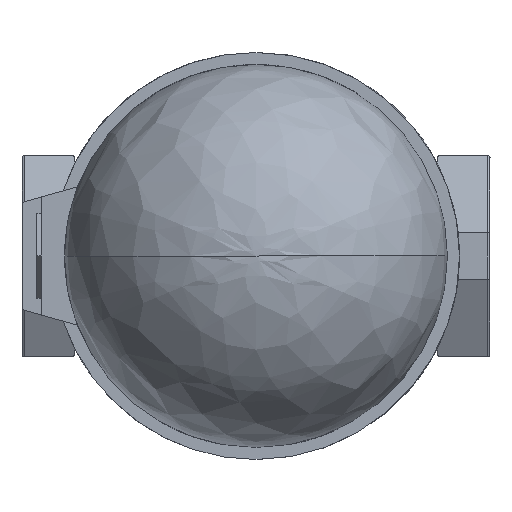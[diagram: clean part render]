
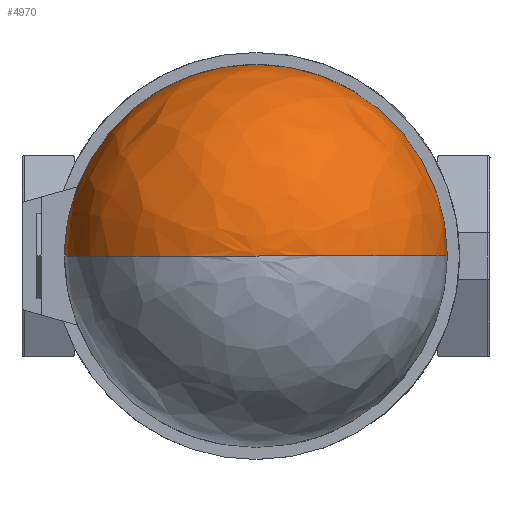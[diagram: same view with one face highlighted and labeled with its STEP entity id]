
A CAD part, front view. The second image highlights one B-rep face of the part: STEP entity #4970.
In plain terms, the highlighted free-form (B-spline) face has degree [3, 3] with [4, 4] control points.
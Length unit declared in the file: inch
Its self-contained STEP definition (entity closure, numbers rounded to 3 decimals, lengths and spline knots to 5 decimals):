
#151 = AXIS2_PLACEMENT_3D ( 'NONE', #1157, #6402, #1899 ) ;
#593 = CARTESIAN_POINT ( 'NONE',  ( -0.72125, -5.0025, 1.4425 ) ) ;
#1157 = CARTESIAN_POINT ( 'NONE',  ( 0., -3.77125, 0. ) ) ;
#1322 = CARTESIAN_POINT ( 'NONE',  ( 0.72125, -5.0025, 0. ) ) ;
#1367 = EDGE_CURVE ( 'NONE', #5845, #3661, #5655, .T. ) ;
#1372 = EDGE_LOOP ( 'NONE', ( #1854, #2532, #7014, #3236 ) ) ;
#1559 = DIRECTION ( 'NONE',  ( 0., 0., 1. ) ) ;
#1854 = ORIENTED_EDGE ( 'NONE', *, *, #1367, .F. ) ;
#1899 = DIRECTION ( 'NONE',  ( 0., -1., 0. ) ) ;
#2068 = CARTESIAN_POINT ( 'NONE',  ( -1.23125, -4.4925, 2.4625 ) ) ;
#2403 = CIRCLE ( 'NONE', #8018, 1.23125 ) ;
#2532 = ORIENTED_EDGE ( 'NONE', *, *, #4289, .T. ) ;
#2707 = CARTESIAN_POINT ( 'NONE',  ( 0., -5.0025, 0. ) ) ;
#2844 = CARTESIAN_POINT ( 'NONE',  ( 1.23125, -4.4925, 0. ) ) ;
#2928 = CARTESIAN_POINT ( 'NONE',  ( -1.23125, -3.77125, 0. ) ) ;
#3236 = ORIENTED_EDGE ( 'NONE', *, *, #6648, .T. ) ;
#3266 = FACE_OUTER_BOUND ( 'NONE', #1372, .T. ) ;
#3310 = VERTEX_POINT ( 'NONE', #9588 ) ;
#3583 = CARTESIAN_POINT ( 'NONE',  ( -1.23125, -3.77125, 2.4625 ) ) ;
#3661 = VERTEX_POINT ( 'NONE', #2928 ) ;
#3799 = CARTESIAN_POINT ( 'NONE',  ( 0., -5.0025, 0. ) ) ;
#4135 = CARTESIAN_POINT ( 'NONE',  ( 0., -3.77125, 0. ) ) ;
#4289 = EDGE_CURVE ( 'NONE', #5845, #6542, #7691, .T. ) ;
#4305 = CARTESIAN_POINT ( 'NONE',  ( 0., -5.0025, 0. ) ) ;
#4332 = CARTESIAN_POINT ( 'NONE',  ( 1.23125, -3.77125, 0. ) ) ;
#4431 = DIRECTION ( 'NONE',  ( 0., -1., 0. ) ) ;
#4674 = CARTESIAN_POINT ( 'NONE',  ( 1.23125, -3.77125, 0. ) ) ;
#4900 = DIRECTION ( 'NONE',  ( 0., 0., 1. ) ) ;
#4970 = ADVANCED_FACE ( 'NONE', ( #3266 ), #9123, .F. ) ;
#5062 = CARTESIAN_POINT ( 'NONE',  ( -0.72125, -5.0025, 0. ) ) ;
#5105 = CIRCLE ( 'NONE', #5680, 1.23125 ) ;
#5655 = CIRCLE ( 'NONE', #151, 1.23125 ) ;
#5680 = AXIS2_PLACEMENT_3D ( 'NONE', #4135, #9330, #4900 ) ;
#5753 = CARTESIAN_POINT ( 'NONE',  ( 0., -5.0025, 0. ) ) ;
#5818 = CARTESIAN_POINT ( 'NONE',  ( 0.72125, -5.0025, 1.4425 ) ) ;
#5845 = VERTEX_POINT ( 'NONE', #3799 ) ;
#6065 = CARTESIAN_POINT ( 'NONE',  ( 0., -3.77125, 0. ) ) ;
#6143 = EDGE_CURVE ( 'NONE', #6542, #3310, #2403, .T. ) ;
#6402 = DIRECTION ( 'NONE',  ( 0., 0., -1. ) ) ;
#6542 = VERTEX_POINT ( 'NONE', #4674 ) ;
#6560 = CARTESIAN_POINT ( 'NONE',  ( -1.23125, -4.4925, 0. ) ) ;
#6648 = EDGE_CURVE ( 'NONE', #3310, #3661, #5105, .T. ) ;
#6801 = DIRECTION ( 'NONE',  ( 0., -1., 0. ) ) ;
#7014 = ORIENTED_EDGE ( 'NONE', *, *, #6143, .T. ) ;
#7299 = CARTESIAN_POINT ( 'NONE',  ( 1.23125, -4.4925, 2.4625 ) ) ;
#7691 = CIRCLE ( 'NONE', #8861, 1.23125 ) ;
#8018 = AXIS2_PLACEMENT_3D ( 'NONE', #8869, #4431, #9616 ) ;
#8023 = CARTESIAN_POINT ( 'NONE',  ( -1.23125, -3.77125, 0. ) ) ;
#8775 = CARTESIAN_POINT ( 'NONE',  ( 1.23125, -3.77125, 2.4625 ) ) ;
#8861 = AXIS2_PLACEMENT_3D ( 'NONE', #6065, #1559, #6801 ) ;
#8869 = CARTESIAN_POINT ( 'NONE',  ( 0., -3.77125, 0. ) ) ;
#9123 =( BOUNDED_SURFACE ( )  B_SPLINE_SURFACE ( 3, 3, ( 
 ( #2707, #5753, #4305, #9489 ),
 ( #5062, #593, #5818, #1322 ),
 ( #6560, #2068, #7299, #2844 ),
 ( #8023, #3583, #8775, #4332 ) ),
 .UNSPECIFIED., .F., .F., .F. ) 
 B_SPLINE_SURFACE_WITH_KNOTS ( ( 4, 4 ),
 ( 4, 4 ),
 ( 0., 1. ),
 ( 0., 1. ),
 .UNSPECIFIED. ) 
 GEOMETRIC_REPRESENTATION_ITEM ( )  RATIONAL_B_SPLINE_SURFACE ( (
 ( 1., 0.333, 0.333, 1.),
 ( 0.805, 0.268, 0.268, 0.805),
 ( 0.805, 0.268, 0.268, 0.805),
 ( 1., 0.333, 0.333, 1.) ) ) 
 REPRESENTATION_ITEM ( '' )  SURFACE ( )  );
#9330 = DIRECTION ( 'NONE',  ( 0., -1., 0. ) ) ;
#9489 = CARTESIAN_POINT ( 'NONE',  ( 0., -5.0025, 0. ) ) ;
#9588 = CARTESIAN_POINT ( 'NONE',  ( 0., -3.77125, 1.23125 ) ) ;
#9616 = DIRECTION ( 'NONE',  ( 0., 0., 1. ) ) ;
